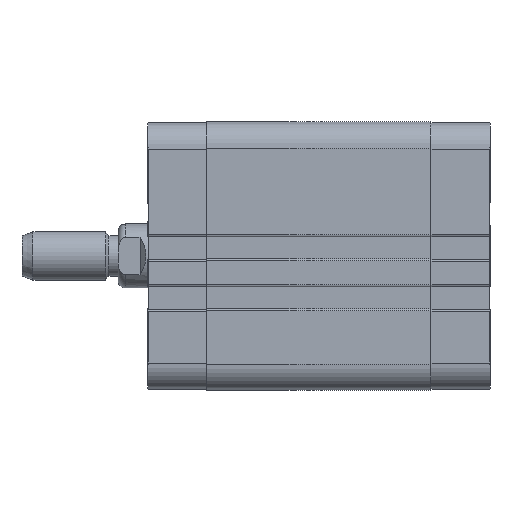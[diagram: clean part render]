
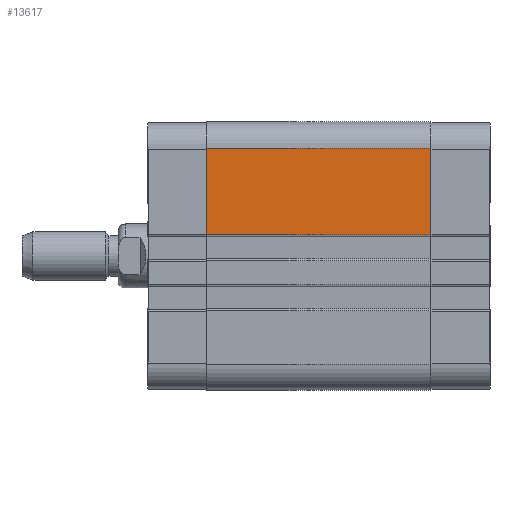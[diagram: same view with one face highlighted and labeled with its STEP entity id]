
A CAD part, left-side view. The second image highlights one B-rep face of the part: STEP entity #13617.
In plain terms, the highlighted planar face has unit normal (-1, 0, 0).
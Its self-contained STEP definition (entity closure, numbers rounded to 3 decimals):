
#9080=CARTESIAN_POINT('',(-33.5,28.,5.25));
#9081=VERTEX_POINT('',#9080);
#9089=CARTESIAN_POINT('',(-33.5,28.,27.));
#9090=VERTEX_POINT('',#9089);
#9091=CARTESIAN_POINT('',(-33.5,28.,27.));
#9092=DIRECTION('',(0.0,0.0,-1.0));
#9093=VECTOR('',#9092,21.75);
#9094=LINE('',#9091,#9093);
#9095=EDGE_CURVE('',#9090,#9081,#9094,.T.);
#12727=CARTESIAN_POINT('',(-33.5,-28.,27.));
#12728=VERTEX_POINT('',#12727);
#12736=CARTESIAN_POINT('',(-33.5,-28.,5.25));
#12737=VERTEX_POINT('',#12736);
#12738=CARTESIAN_POINT('',(-33.5,-28.,5.25));
#12739=DIRECTION('',(0.0,0.0,1.0));
#12740=VECTOR('',#12739,21.75);
#12741=LINE('',#12738,#12740);
#12742=EDGE_CURVE('',#12737,#12728,#12741,.T.);
#13590=CARTESIAN_POINT('',(-33.5,28.,27.));
#13591=DIRECTION('',(0.0,-1.0,0.0));
#13592=VECTOR('',#13591,56.);
#13593=LINE('',#13590,#13592);
#13594=EDGE_CURVE('',#9090,#12728,#13593,.T.);
#13601=CARTESIAN_POINT('',(-33.5,0.0,27.));
#13602=DIRECTION('',(-1.0,0.0,0.0));
#13603=DIRECTION('',(0.0,0.0,1.0));
#13604=AXIS2_PLACEMENT_3D('',#13601,#13602,#13603);
#13605=PLANE('',#13604);
#13606=ORIENTED_EDGE('',*,*,#9095,.T.);
#13607=CARTESIAN_POINT('',(-33.5,28.,5.25));
#13608=DIRECTION('',(0.0,-1.0,0.0));
#13609=VECTOR('',#13608,56.);
#13610=LINE('',#13607,#13609);
#13611=EDGE_CURVE('',#9081,#12737,#13610,.T.);
#13612=ORIENTED_EDGE('',*,*,#13611,.T.);
#13613=ORIENTED_EDGE('',*,*,#12742,.T.);
#13614=ORIENTED_EDGE('',*,*,#13594,.F.);
#13615=EDGE_LOOP('',(#13606,#13612,#13613,#13614));
#13616=FACE_OUTER_BOUND('',#13615,.T.);
#13617=ADVANCED_FACE('',(#13616),#13605,.T.);
